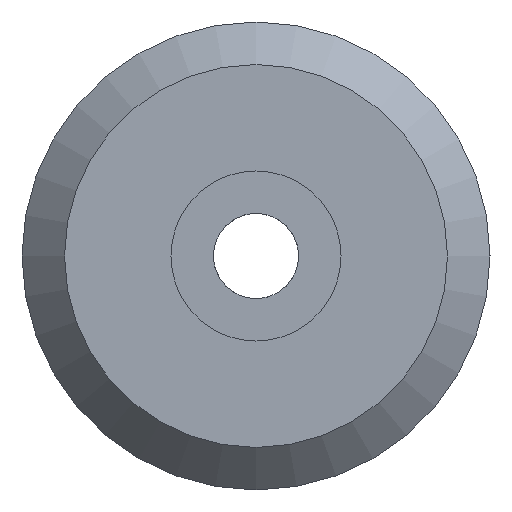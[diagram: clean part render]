
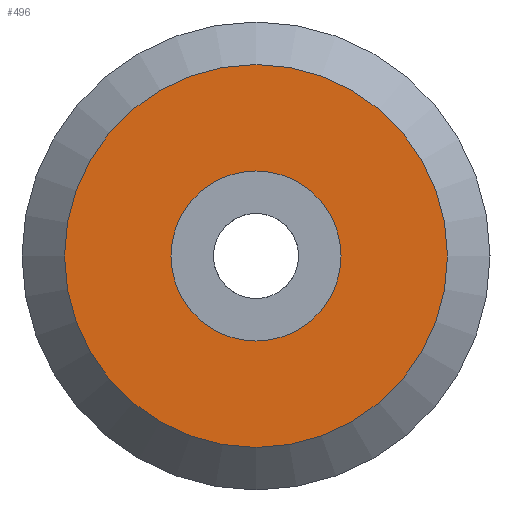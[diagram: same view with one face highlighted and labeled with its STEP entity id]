
A CAD part, left-side view. The second image highlights one B-rep face of the part: STEP entity #496.
In plain terms, the highlighted planar face has unit normal (-1, 0, 0).
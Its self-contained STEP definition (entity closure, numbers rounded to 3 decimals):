
#4 = CIRCLE ( 'NONE', #40, 4.5 ) ;
#40 = AXIS2_PLACEMENT_3D ( 'NONE', #506, #48, #339 ) ;
#48 = DIRECTION ( 'NONE',  ( 1., 0., 0. ) ) ;
#54 = DIRECTION ( 'NONE',  ( -1., 0., 0. ) ) ;
#158 = CARTESIAN_POINT ( 'NONE',  ( -89., 0., -4.5 ) ) ;
#189 = DIRECTION ( 'NONE',  ( 0., 0., -1. ) ) ;
#197 = AXIS2_PLACEMENT_3D ( 'NONE', #313, #472, #189 ) ;
#214 = FACE_BOUND ( 'NONE', #483, .T. ) ;
#223 = EDGE_CURVE ( 'NONE', #543, #543, #4, .T. ) ;
#228 = DIRECTION ( 'NONE',  ( 0., 0., 1. ) ) ;
#275 = ORIENTED_EDGE ( 'NONE', *, *, #424, .T. ) ;
#278 = PLANE ( 'NONE',  #334 ) ;
#309 = CIRCLE ( 'NONE', #197, 2. ) ;
#313 = CARTESIAN_POINT ( 'NONE',  ( -89., 0., 0. ) ) ;
#315 = ORIENTED_EDGE ( 'NONE', *, *, #223, .F. ) ;
#334 = AXIS2_PLACEMENT_3D ( 'NONE', #516, #54, #228 ) ;
#339 = DIRECTION ( 'NONE',  ( 0., 0., -1. ) ) ;
#360 = EDGE_LOOP ( 'NONE', ( #315 ) ) ;
#371 = FACE_OUTER_BOUND ( 'NONE', #360, .T. ) ;
#424 = EDGE_CURVE ( 'NONE', #534, #534, #309, .T. ) ;
#440 = CARTESIAN_POINT ( 'NONE',  ( -89., 0., -2. ) ) ;
#472 = DIRECTION ( 'NONE',  ( 1., 0., 0. ) ) ;
#483 = EDGE_LOOP ( 'NONE', ( #275 ) ) ;
#496 = ADVANCED_FACE ( 'NONE', ( #214, #371 ), #278, .T. ) ;
#506 = CARTESIAN_POINT ( 'NONE',  ( -89., 0., 0. ) ) ;
#516 = CARTESIAN_POINT ( 'NONE',  ( -89., 2., 0. ) ) ;
#534 = VERTEX_POINT ( 'NONE', #440 ) ;
#543 = VERTEX_POINT ( 'NONE', #158 ) ;
